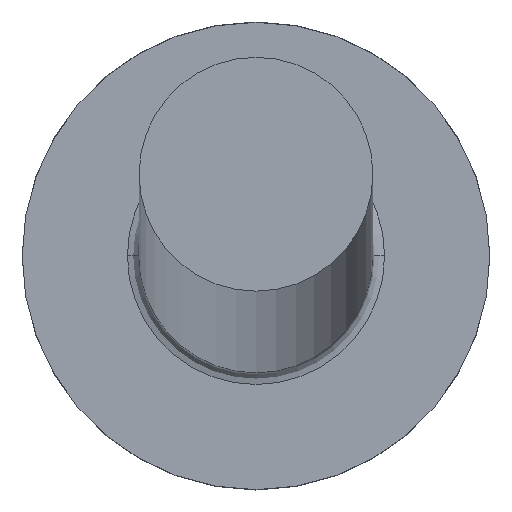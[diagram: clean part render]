
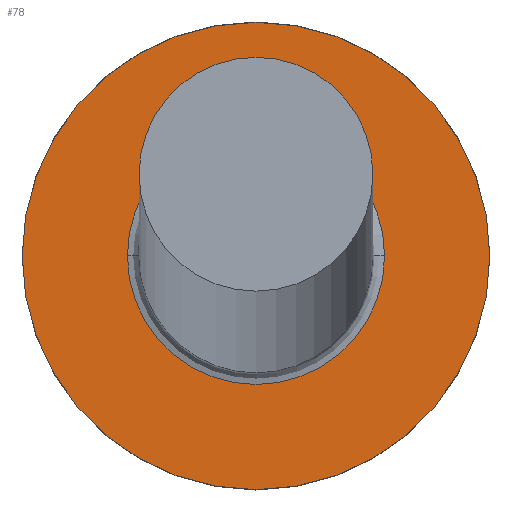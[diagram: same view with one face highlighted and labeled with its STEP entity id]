
A CAD part, top view. The second image highlights one B-rep face of the part: STEP entity #78.
In plain terms, the highlighted planar face has unit normal (0, 0, 1).
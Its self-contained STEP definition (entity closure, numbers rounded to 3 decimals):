
#10 = DIRECTION ( 'NONE',  ( 1., 0., 0. ) ) ;
#11 = CARTESIAN_POINT ( 'NONE',  ( 0., 0., 3. ) ) ;
#12 = AXIS2_PLACEMENT_3D ( 'NONE', #11, #238, #293 ) ;
#18 = ORIENTED_EDGE ( 'NONE', *, *, #277, .T. ) ;
#24 = PLANE ( 'NONE',  #177 ) ;
#26 = CARTESIAN_POINT ( 'NONE',  ( 0., 0., 3. ) ) ;
#27 = DIRECTION ( 'NONE',  ( 0., 0., -1. ) ) ;
#57 = VERTEX_POINT ( 'NONE', #183 ) ;
#63 = ORIENTED_EDGE ( 'NONE', *, *, #188, .T. ) ;
#68 = DIRECTION ( 'NONE',  ( 1., 0., 0. ) ) ;
#69 = CARTESIAN_POINT ( 'NONE',  ( 0., 0., 3. ) ) ;
#78 = ADVANCED_FACE ( 'NONE', ( #132, #233 ), #24, .T. ) ;
#98 = DIRECTION ( 'NONE',  ( 0., 0., 1. ) ) ;
#99 = CARTESIAN_POINT ( 'NONE',  ( -2.2, 0., 3. ) ) ;
#105 = AXIS2_PLACEMENT_3D ( 'NONE', #265, #98, #245 ) ;
#108 = VERTEX_POINT ( 'NONE', #307 ) ;
#116 = EDGE_LOOP ( 'NONE', ( #63, #174 ) ) ;
#126 = ORIENTED_EDGE ( 'NONE', *, *, #281, .T. ) ;
#130 = VERTEX_POINT ( 'NONE', #254 ) ;
#132 = FACE_BOUND ( 'NONE', #228, .T. ) ;
#138 = CIRCLE ( 'NONE', #12, 4. ) ;
#144 = CIRCLE ( 'NONE', #261, 2.2 ) ;
#163 = DIRECTION ( 'NONE',  ( 0., 0., 1. ) ) ;
#174 = ORIENTED_EDGE ( 'NONE', *, *, #229, .T. ) ;
#177 = AXIS2_PLACEMENT_3D ( 'NONE', #69, #163, #68 ) ;
#183 = CARTESIAN_POINT ( 'NONE',  ( 2.2, 0., 3. ) ) ;
#188 = EDGE_CURVE ( 'NONE', #108, #130, #239, .T. ) ;
#228 = EDGE_LOOP ( 'NONE', ( #126, #18 ) ) ;
#229 = EDGE_CURVE ( 'NONE', #130, #108, #138, .T. ) ;
#233 = FACE_OUTER_BOUND ( 'NONE', #116, .T. ) ;
#235 = CIRCLE ( 'NONE', #304, 2.2 ) ;
#237 = CARTESIAN_POINT ( 'NONE',  ( 0., 0., 3. ) ) ;
#238 = DIRECTION ( 'NONE',  ( 0., 0., 1. ) ) ;
#239 = CIRCLE ( 'NONE', #105, 4. ) ;
#241 = DIRECTION ( 'NONE',  ( 1., 0., 0. ) ) ;
#245 = DIRECTION ( 'NONE',  ( 1., 0., 0. ) ) ;
#254 = CARTESIAN_POINT ( 'NONE',  ( 4., 0., 3. ) ) ;
#261 = AXIS2_PLACEMENT_3D ( 'NONE', #26, #263, #241 ) ;
#263 = DIRECTION ( 'NONE',  ( 0., 0., -1. ) ) ;
#265 = CARTESIAN_POINT ( 'NONE',  ( 0., 0., 3. ) ) ;
#277 = EDGE_CURVE ( 'NONE', #298, #57, #235, .T. ) ;
#281 = EDGE_CURVE ( 'NONE', #57, #298, #144, .T. ) ;
#293 = DIRECTION ( 'NONE',  ( 1., 0., 0. ) ) ;
#298 = VERTEX_POINT ( 'NONE', #99 ) ;
#304 = AXIS2_PLACEMENT_3D ( 'NONE', #237, #27, #10 ) ;
#307 = CARTESIAN_POINT ( 'NONE',  ( -4., 0., 3. ) ) ;
